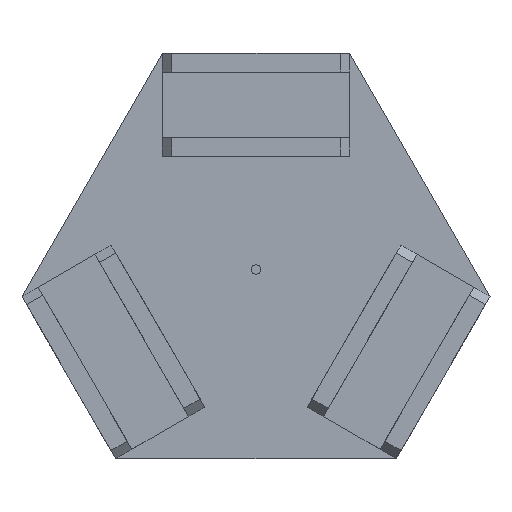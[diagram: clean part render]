
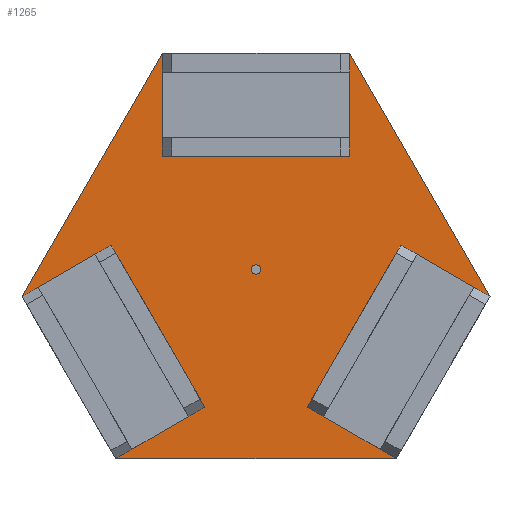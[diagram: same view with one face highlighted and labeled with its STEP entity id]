
A CAD part, front view. The second image highlights one B-rep face of the part: STEP entity #1265.
In plain terms, the highlighted planar face has unit normal (0, -1, 0).
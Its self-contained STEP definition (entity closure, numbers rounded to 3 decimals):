
#27 = EDGE_LOOP ( 'NONE', ( #1733, #2356, #1068, #825, #2100, #1878, #1442, #1377, #889, #527, #2110, #2197 ) ) ;
#39 = CARTESIAN_POINT ( 'NONE',  ( -100.002, -10., -336.607 ) ) ;
#45 = VECTOR ( 'NONE', #1672, 1000. ) ;
#100 = CARTESIAN_POINT ( 'NONE',  ( 204.735, -10., -108.402 ) ) ;
#118 = CARTESIAN_POINT ( 'NONE',  ( -8.984, -10., -274.256 ) ) ;
#145 = EDGE_CURVE ( 'NONE', #829, #595, #1200, .T. ) ;
#216 = CARTESIAN_POINT ( 'NONE',  ( 4.244, -10., 7.351 ) ) ;
#227 = DIRECTION ( 'NONE',  ( 0., 0., -1. ) ) ;
#282 = LINE ( 'NONE', #1939, #550 ) ;
#316 = VERTEX_POINT ( 'NONE', #890 ) ;
#327 = DIRECTION ( 'NONE',  ( 0.5, 0., -0.866 ) ) ;
#357 = DIRECTION ( 'NONE',  ( -0.866, 0., 0.5 ) ) ;
#362 = LINE ( 'NONE', #1083, #1669 ) ;
#419 = VERTEX_POINT ( 'NONE', #939 ) ;
#438 = AXIS2_PLACEMENT_3D ( 'NONE', #732, #1070, #1631 ) ;
#495 = CARTESIAN_POINT ( 'NONE',  ( 299.998, -10., -163.402 ) ) ;
#527 = ORIENTED_EDGE ( 'NONE', *, *, #688, .T. ) ;
#531 = LINE ( 'NONE', #1459, #1404 ) ;
#538 = VECTOR ( 'NONE', #1720, 1000. ) ;
#546 = CARTESIAN_POINT ( 'NONE',  ( -41.514, -10., -13.595 ) ) ;
#550 = VECTOR ( 'NONE', #1015, 1000. ) ;
#591 = CIRCLE ( 'NONE', #823, 5. ) ;
#595 = VERTEX_POINT ( 'NONE', #1578 ) ;
#665 = VERTEX_POINT ( 'NONE', #495 ) ;
#688 = EDGE_CURVE ( 'NONE', #1089, #1892, #739, .T. ) ;
#690 = CARTESIAN_POINT ( 'NONE',  ( -95.756, -10., -165.854 ) ) ;
#732 = CARTESIAN_POINT ( 'NONE',  ( 49.998, -10., -134.535 ) ) ;
#739 = LINE ( 'NONE', #546, #45 ) ;
#745 = CARTESIAN_POINT ( 'NONE',  ( -50.002, -10., -245.101 ) ) ;
#773 = FACE_OUTER_BOUND ( 'NONE', #27, .T. ) ;
#808 = CARTESIAN_POINT ( 'NONE',  ( 195.751, -10., -165.854 ) ) ;
#809 = LINE ( 'NONE', #118, #2101 ) ;
#823 = AXIS2_PLACEMENT_3D ( 'NONE', #1972, #826, #2312 ) ;
#825 = ORIENTED_EDGE ( 'NONE', *, *, #951, .F. ) ;
#826 = DIRECTION ( 'NONE',  ( 0., -1., 0. ) ) ;
#829 = VERTEX_POINT ( 'NONE', #39 ) ;
#861 = VECTOR ( 'NONE', #2397, 1000. ) ;
#887 = EDGE_CURVE ( 'NONE', #1863, #1674, #1685, .T. ) ;
#889 = ORIENTED_EDGE ( 'NONE', *, *, #1528, .T. ) ;
#890 = CARTESIAN_POINT ( 'NONE',  ( 199.998, -10., -336.607 ) ) ;
#905 = LINE ( 'NONE', #1652, #861 ) ;
#917 = ORIENTED_EDGE ( 'NONE', *, *, #1558, .F. ) ;
#928 = VERTEX_POINT ( 'NONE', #2132 ) ;
#939 = CARTESIAN_POINT ( 'NONE',  ( 49.998, -10., -129.535 ) ) ;
#951 = EDGE_CURVE ( 'NONE', #316, #829, #282, .T. ) ;
#968 = CARTESIAN_POINT ( 'NONE',  ( -200.002, -10., -163.402 ) ) ;
#1015 = DIRECTION ( 'NONE',  ( -1., 0., 0. ) ) ;
#1019 = EDGE_CURVE ( 'NONE', #2234, #419, #591, .T. ) ;
#1068 = ORIENTED_EDGE ( 'NONE', *, *, #145, .F. ) ;
#1070 = DIRECTION ( 'NONE',  ( 0., -1., 0. ) ) ;
#1073 = ORIENTED_EDGE ( 'NONE', *, *, #1019, .F. ) ;
#1083 = CARTESIAN_POINT ( 'NONE',  ( 200.491, -10., -115.753 ) ) ;
#1089 = VERTEX_POINT ( 'NONE', #2172 ) ;
#1124 = LINE ( 'NONE', #216, #1216 ) ;
#1131 = EDGE_CURVE ( 'NONE', #1964, #2163, #362, .T. ) ;
#1138 = CARTESIAN_POINT ( 'NONE',  ( 149.998, -10., 96.405 ) ) ;
#1141 = DIRECTION ( 'NONE',  ( -0.866, 0., 0.5 ) ) ;
#1150 = LINE ( 'NONE', #745, #1822 ) ;
#1200 = LINE ( 'NONE', #808, #538 ) ;
#1216 = VECTOR ( 'NONE', #1141, 1000. ) ;
#1252 = DIRECTION ( 'NONE',  ( 0.5, 0., 0.866 ) ) ;
#1265 = ADVANCED_FACE ( 'NONE', ( #773, #1721 ), #1890, .T. ) ;
#1272 = DIRECTION ( 'NONE',  ( 0.866, 0., 0.5 ) ) ;
#1377 = ORIENTED_EDGE ( 'NONE', *, *, #1486, .F. ) ;
#1404 = VECTOR ( 'NONE', #1272, 1000. ) ;
#1412 = EDGE_CURVE ( 'NONE', #928, #595, #809, .T. ) ;
#1442 = ORIENTED_EDGE ( 'NONE', *, *, #1697, .F. ) ;
#1459 = CARTESIAN_POINT ( 'NONE',  ( 95.751, -10., 7.351 ) ) ;
#1468 = EDGE_CURVE ( 'NONE', #316, #1964, #1787, .T. ) ;
#1483 = CIRCLE ( 'NONE', #438, 5. ) ;
#1486 = EDGE_CURVE ( 'NONE', #2044, #665, #2194, .T. ) ;
#1502 = EDGE_CURVE ( 'NONE', #1863, #928, #531, .T. ) ;
#1528 = EDGE_CURVE ( 'NONE', #2044, #1089, #905, .T. ) ;
#1538 = CARTESIAN_POINT ( 'NONE',  ( 0., -10., 0. ) ) ;
#1558 = EDGE_CURVE ( 'NONE', #419, #2234, #1483, .T. ) ;
#1578 = CARTESIAN_POINT ( 'NONE',  ( -4.74, -10., -281.607 ) ) ;
#1631 = DIRECTION ( 'NONE',  ( 0., 0., -1. ) ) ;
#1652 = CARTESIAN_POINT ( 'NONE',  ( 149.998, -10., -245.101 ) ) ;
#1669 = VECTOR ( 'NONE', #1252, 1000. ) ;
#1672 = DIRECTION ( 'NONE',  ( -1., 0., 0. ) ) ;
#1674 = VERTEX_POINT ( 'NONE', #1847 ) ;
#1685 = LINE ( 'NONE', #968, #1746 ) ;
#1697 = EDGE_CURVE ( 'NONE', #665, #2163, #1124, .T. ) ;
#1707 = DIRECTION ( 'NONE',  ( 0., 0., -1. ) ) ;
#1720 = DIRECTION ( 'NONE',  ( 0.866, 0., 0.5 ) ) ;
#1721 = FACE_BOUND ( 'NONE', #1731, .T. ) ;
#1731 = EDGE_LOOP ( 'NONE', ( #917, #1073 ) ) ;
#1733 = ORIENTED_EDGE ( 'NONE', *, *, #1502, .T. ) ;
#1737 = CARTESIAN_POINT ( 'NONE',  ( -200.002, -10., -163.402 ) ) ;
#1746 = VECTOR ( 'NONE', #1918, 1000. ) ;
#1763 = DIRECTION ( 'NONE',  ( 0.5, 0., -0.866 ) ) ;
#1787 = LINE ( 'NONE', #690, #1825 ) ;
#1822 = VECTOR ( 'NONE', #227, 1000. ) ;
#1825 = VECTOR ( 'NONE', #357, 1000. ) ;
#1847 = CARTESIAN_POINT ( 'NONE',  ( -50.002, -10., 96.405 ) ) ;
#1850 = DIRECTION ( 'NONE',  ( 0., -1., 0. ) ) ;
#1863 = VERTEX_POINT ( 'NONE', #1737 ) ;
#1878 = ORIENTED_EDGE ( 'NONE', *, *, #1131, .T. ) ;
#1890 = PLANE ( 'NONE',  #1945 ) ;
#1892 = VERTEX_POINT ( 'NONE', #2091 ) ;
#1918 = DIRECTION ( 'NONE',  ( 0.5, 0., 0.866 ) ) ;
#1939 = CARTESIAN_POINT ( 'NONE',  ( 199.998, -10., -336.607 ) ) ;
#1945 = AXIS2_PLACEMENT_3D ( 'NONE', #1538, #1850, #1707 ) ;
#1964 = VERTEX_POINT ( 'NONE', #1979 ) ;
#1972 = CARTESIAN_POINT ( 'NONE',  ( 49.998, -10., -134.535 ) ) ;
#1979 = CARTESIAN_POINT ( 'NONE',  ( 104.735, -10., -281.607 ) ) ;
#2044 = VERTEX_POINT ( 'NONE', #1138 ) ;
#2055 = EDGE_CURVE ( 'NONE', #1674, #1892, #1150, .T. ) ;
#2091 = CARTESIAN_POINT ( 'NONE',  ( -50.002, -10., -13.595 ) ) ;
#2100 = ORIENTED_EDGE ( 'NONE', *, *, #1468, .T. ) ;
#2101 = VECTOR ( 'NONE', #1763, 1000. ) ;
#2110 = ORIENTED_EDGE ( 'NONE', *, *, #2055, .F. ) ;
#2132 = CARTESIAN_POINT ( 'NONE',  ( -104.74, -10., -108.402 ) ) ;
#2139 = VECTOR ( 'NONE', #327, 1000. ) ;
#2163 = VERTEX_POINT ( 'NONE', #100 ) ;
#2172 = CARTESIAN_POINT ( 'NONE',  ( 149.998, -10., -13.595 ) ) ;
#2194 = LINE ( 'NONE', #2385, #2139 ) ;
#2197 = ORIENTED_EDGE ( 'NONE', *, *, #887, .F. ) ;
#2234 = VERTEX_POINT ( 'NONE', #2303 ) ;
#2303 = CARTESIAN_POINT ( 'NONE',  ( 49.998, -10., -139.535 ) ) ;
#2312 = DIRECTION ( 'NONE',  ( 0., 0., -1. ) ) ;
#2356 = ORIENTED_EDGE ( 'NONE', *, *, #1412, .T. ) ;
#2385 = CARTESIAN_POINT ( 'NONE',  ( 299.998, -10., -163.402 ) ) ;
#2397 = DIRECTION ( 'NONE',  ( 0., 0., -1. ) ) ;
